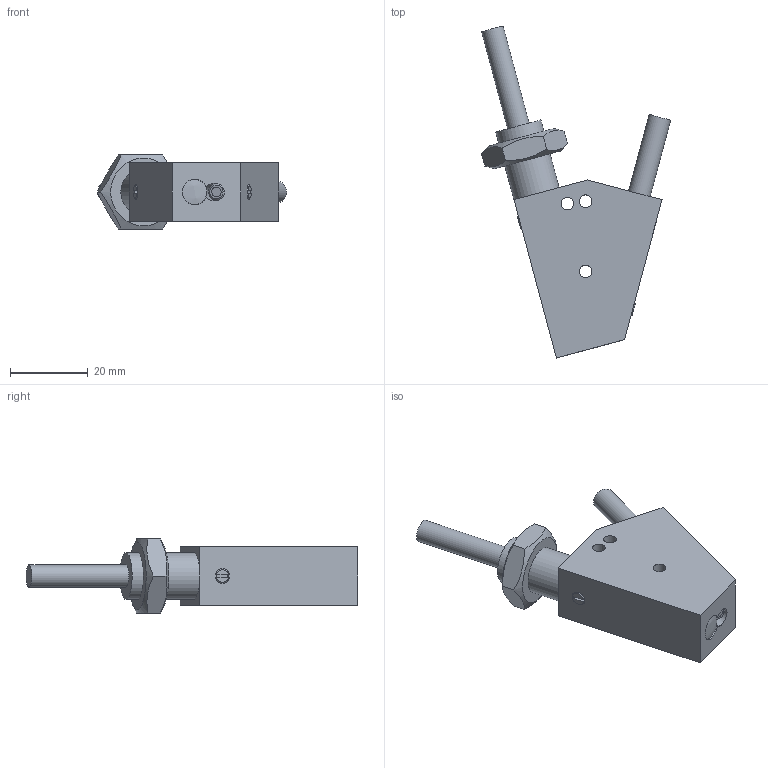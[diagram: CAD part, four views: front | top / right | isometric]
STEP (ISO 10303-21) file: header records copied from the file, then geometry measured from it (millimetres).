
FILE_DESCRIPTION(/* description */ (''),/* implementation_level */ '2;1');
FILE_NAME(/* name */ 'ipf_z3d_AL000076.stp',/* time_stamp */ '2018-07-30T13:11:37+02:00',/* author */ ('g.aydin'),/* organization */ (''),/* preprocessor_version */ 'ST-DEVELOPER v15.2',/* originating_system */ 'Autodesk Inventor 2014',/* authorisation */ '');
FILE_SCHEMA (('AUTOMOTIVE_DESIGN { 1 0 10303 214 3 1 1 }'));
Length unit declared in the file: millimetre
Products named in the file (1): ipf_z3d_AL000076
Bounding box: 48.54 x 85.17 x 19 mm (x, y, z)
Volume: 21316.8 mm3; surface area: 6901.7 mm2
Topology: 1 solids, 1 shells, 56 faces, 135 edges, 91 vertices
Faces by surface type: plane 32, cylinder 16, cone 7, sphere 1
Full cylindrical faces by diameter (mm): 2.5 x1, 3.242 x3, 4.5 x1, 4.55 x1, 5.7 x2, 6.5 x1, 6.6 x1, 12 x2
Entity records: 1571 total; most frequent: CARTESIAN_POINT 301, DIRECTION 246, ORIENTED_EDGE 220, EDGE_CURVE 110, AXIS2_PLACEMENT_3D 100, EDGE_LOOP 87, VERTEX_POINT 81, FACE_OUTER_BOUND 56
